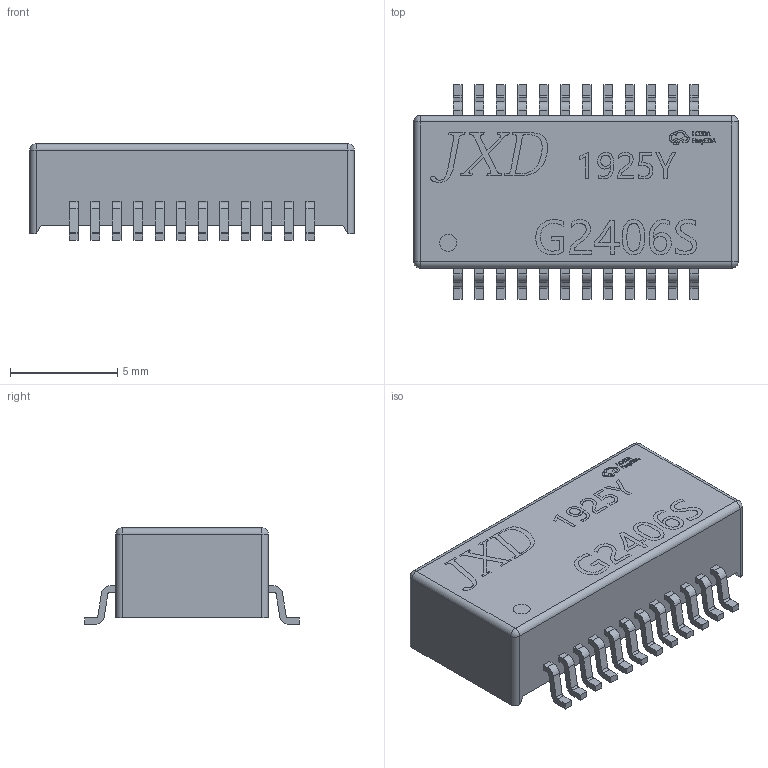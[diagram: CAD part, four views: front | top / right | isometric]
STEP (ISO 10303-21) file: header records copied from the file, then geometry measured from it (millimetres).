
FILE_DESCRIPTION (( 'STEP AP214' ), '1' );
FILE_NAME ('SMD-24_L15.1-W7.1-H4.5-P1.00-LS10.0-BL.step', '2022-07-26T08:41:39', ( '' ), ( '' ), 'SwSTEP 2.0', 'SolidWorks 2020', '' );
FILE_SCHEMA (( 'AUTOMOTIVE_DESIGN' ));
Length unit declared in the file: millimetre
Products named in the file (1): SMD-24_L15.1-W7.1-H4.5-P1.00-LS10.0-BL
Bounding box: 15.1 x 10 x 4.5 mm (x, y, z)
Volume: 416.8 mm3; surface area: 472.2 mm2
Topology: 14 solids, 14 shells, 592 faces, 1783 edges, 1266 vertices
Faces by surface type: plane 386, cylinder 104, bspline 98, sphere 4
Entity records: 28970 total; most frequent: CARTESIAN_POINT 6774, ORIENTED_EDGE 3558, DIRECTION 2653, EDGE_CURVE 1779, VERTEX_POINT 1266, VECTOR 1243, LINE 1243, AXIS2_PLACEMENT_3D 705
